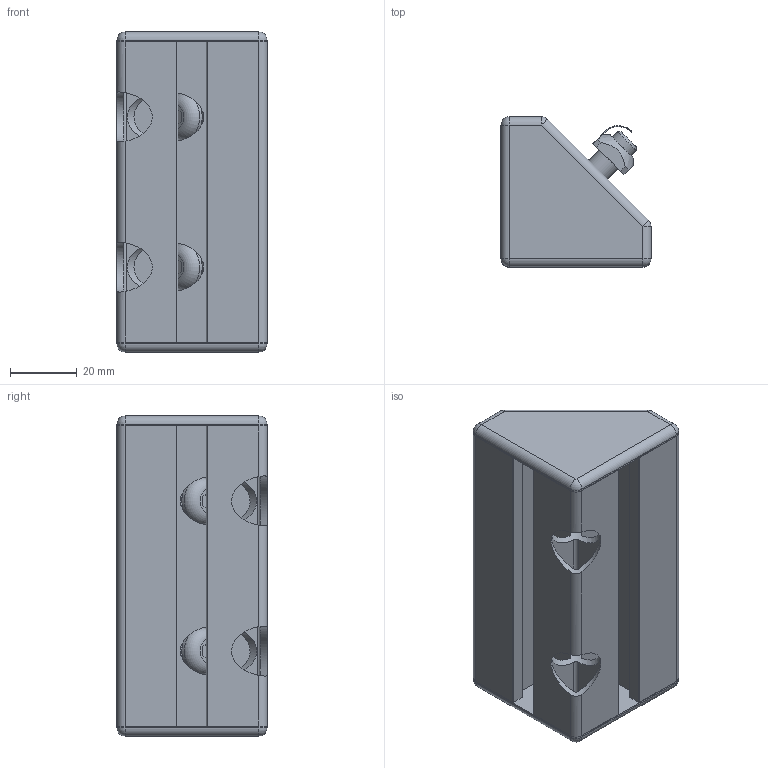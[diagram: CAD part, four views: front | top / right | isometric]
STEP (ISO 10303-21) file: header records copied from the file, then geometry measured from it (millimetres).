
FILE_DESCRIPTION(/* description */ ('mit Gleitmutter mit Federblech'),/* implementation_level */ '2;1');
FILE_NAME(/* name */ '211727-4.step',/* time_stamp */ '2021-08-27T13:29:23+02:00',/* author */ ('Gaertner'),/* organization */ (''),/* preprocessor_version */ 'ST-DEVELOPER v18.1',/* originating_system */ 'Autodesk Inventor 2021',/* authorisation */ '');
FILE_SCHEMA (('AUTOMOTIVE_DESIGN { 1 0 10303 214 3 1 1 }'));
Length unit declared in the file: millimetre
Products named in the file (5): MTW_1-00044857; 21-1727-1FZ.001; 21-1189-1FZ.001; 21-1351-2FZ.005; 22-0995-1FZ.000
Assembly tree (7 placements, depth 2):
  MTW_1-00044857
    21-1727-1FZ.001
    21-1189-1FZ.001  x2
    21-1351-2FZ.005  x2
    22-0995-1FZ.000  x2
Bounding box: 45 x 45 x 96 mm (x, y, z)
Volume: 57245.6 mm3; surface area: 49931.6 mm2
Topology: 7 solids, 7 shells, 294 faces, 880 edges, 570 vertices
Faces by surface type: cylinder 141, plane 133, sphere 10, cone 6, torus 4
Full cylindrical faces by diameter (mm): 8 x4, 9 x2, 14 x2, 15 x4
Entity records: 9375 total; most frequent: CARTESIAN_POINT 2422, ORIENTED_EDGE 1468, DIRECTION 1329, EDGE_CURVE 734, VERTEX_POINT 485, AXIS2_PLACEMENT_3D 464, LINE 401, VECTOR 401
